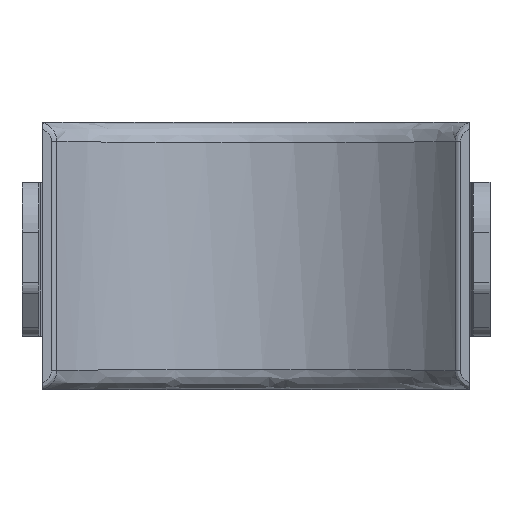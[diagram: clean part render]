
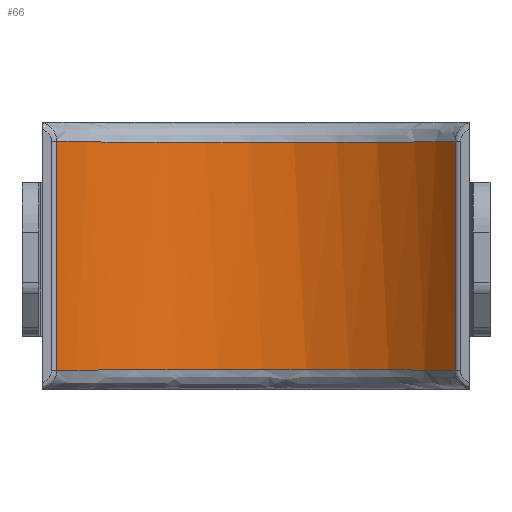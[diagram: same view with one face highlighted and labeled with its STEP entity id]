
A CAD part, front view. The second image highlights one B-rep face of the part: STEP entity #66.
In plain terms, the highlighted free-form (B-spline) face has degree [1, 2] with [2, 9] control points.
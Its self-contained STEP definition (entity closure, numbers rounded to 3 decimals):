
#66=ADVANCED_FACE('',(#310),#3517,.T.);
#310=FACE_OUTER_BOUND('',#538,.T.);
#538=EDGE_LOOP('',(#809,#810,#811,#812));
#809=ORIENTED_EDGE('',*,*,#1926,.F.);
#810=ORIENTED_EDGE('',*,*,#1928,.F.);
#811=ORIENTED_EDGE('',*,*,#1925,.F.);
#812=ORIENTED_EDGE('',*,*,#1927,.F.);
#1925=EDGE_CURVE('',#3051,#3050,#2597,.T.);
#1926=EDGE_CURVE('',#3049,#3052,#2598,.T.);
#1927=EDGE_CURVE('',#3052,#3051,#2599,.T.);
#1928=EDGE_CURVE('',#3050,#3049,#2600,.T.);
#2597=B_SPLINE_CURVE_WITH_KNOTS('',1,(#4583,#4584),.UNSPECIFIED.,.F.,.F.,
(2,2),(-34.317,0.),.UNSPECIFIED.);
#2598=B_SPLINE_CURVE_WITH_KNOTS('',1,(#4585,#4586),.UNSPECIFIED.,.F.,.F.,
(2,2),(-34.317,0.),.UNSPECIFIED.);
#2599=B_SPLINE_CURVE_WITH_KNOTS('',3,(#4587,#4588,#4589,#4590,#4591,#4592,
#4593,#4594,#4595,#4596,#4597,#4598,#4599,#4600,#4601,#4602,#4603,#4604,
#4605,#4606,#4607,#4608,#4609,#4610,#4611,#4612,#4613,#4614,#4615,#4616,
#4617,#4618,#4619,#4620),.UNSPECIFIED.,.F.,.F.,(4,2,2,2,2,2,2,2,2,2,2,2,
2,2,2,2,4),(-0.069,-0.064,-0.06,
-0.056,-0.052,-0.047,-0.043,
-0.039,-0.035,-0.03,-0.026,
-0.022,-0.018,-0.013,-0.009,
-0.005,0.),.UNSPECIFIED.);
#2600=B_SPLINE_CURVE_WITH_KNOTS('',3,(#4621,#4622,#4623,#4624,#4625,#4626,
#4627,#4628,#4629,#4630,#4631,#4632,#4633,#4634,#4635,#4636,#4637,#4638,
#4639,#4640,#4641,#4642,#4643,#4644,#4645,#4646,#4647,#4648,#4649,#4650,
#4651,#4652,#4653,#4654),.UNSPECIFIED.,.F.,.F.,(4,2,2,2,2,2,2,2,2,2,2,2,
2,2,2,2,4),(-0.069,-0.065,-0.06,
-0.056,-0.052,-0.048,-0.043,
-0.039,-0.035,-0.03,-0.026,
-0.022,-0.018,-0.013,-0.009,
-0.005,0.),.UNSPECIFIED.);
#3049=VERTEX_POINT('',#4483);
#3050=VERTEX_POINT('',#4484);
#3051=VERTEX_POINT('',#4485);
#3052=VERTEX_POINT('',#4486);
#3517=(
BOUNDED_SURFACE()
B_SPLINE_SURFACE(1,2,((#3951,#3952,#3953,#3954,#3955,#3956,#3957,#3958,
#3959),(#3960,#3961,#3962,#3963,#3964,#3965,#3966,#3967,#3968)),
 .UNSPECIFIED.,.F.,.F.,.F.)
B_SPLINE_SURFACE_WITH_KNOTS((2,2),(3,2,2,2,3),(0.,41.183),(0.,
60.476,120.951,181.427,241.903),
 .UNSPECIFIED.)
GEOMETRIC_REPRESENTATION_ITEM()
RATIONAL_B_SPLINE_SURFACE(((1.,0.707,1.,0.707,1.,
0.707,1.,0.707,1.),(1.,0.707,1.,0.707,
1.,0.707,1.,0.707,1.)))
REPRESENTATION_ITEM('')
SURFACE()
);
#3951=CARTESIAN_POINT('',(38.5,-49.5,-20.092));
#3952=CARTESIAN_POINT('',(38.5,-11.,-20.092));
#3953=CARTESIAN_POINT('',(0.,-11.,-20.092));
#3954=CARTESIAN_POINT('',(-38.5,-11.,-20.092));
#3955=CARTESIAN_POINT('',(-38.5,-49.5,-20.092));
#3956=CARTESIAN_POINT('',(-38.5,-88.,-20.092));
#3957=CARTESIAN_POINT('',(0.,-88.,-20.092));
#3958=CARTESIAN_POINT('',(38.5,-88.,-20.092));
#3959=CARTESIAN_POINT('',(38.5,-49.5,-20.092));
#3960=CARTESIAN_POINT('',(38.5,-49.5,21.092));
#3961=CARTESIAN_POINT('',(38.5,-11.,21.092));
#3962=CARTESIAN_POINT('',(0.,-11.,21.092));
#3963=CARTESIAN_POINT('',(-38.5,-11.,21.092));
#3964=CARTESIAN_POINT('',(-38.5,-49.5,21.092));
#3965=CARTESIAN_POINT('',(-38.5,-88.,21.092));
#3966=CARTESIAN_POINT('',(0.,-88.,21.092));
#3967=CARTESIAN_POINT('',(38.5,-88.,21.092));
#3968=CARTESIAN_POINT('',(38.5,-49.5,21.092));
#4483=CARTESIAN_POINT('',(-29.808,-25.133,-16.659));
#4484=CARTESIAN_POINT('',(29.808,-25.133,-16.659));
#4485=CARTESIAN_POINT('',(29.808,-25.133,17.659));
#4486=CARTESIAN_POINT('',(-29.808,-25.133,17.659));
#4583=CARTESIAN_POINT('',(29.808,-25.133,17.659));
#4584=CARTESIAN_POINT('',(29.808,-25.133,-16.659));
#4585=CARTESIAN_POINT('',(-29.808,-25.133,-16.659));
#4586=CARTESIAN_POINT('',(-29.808,-25.133,17.659));
#4587=CARTESIAN_POINT('',(-29.808,-25.133,17.659));
#4588=CARTESIAN_POINT('',(-28.909,-24.033,17.633));
#4589=CARTESIAN_POINT('',(-27.949,-22.983,17.612));
#4590=CARTESIAN_POINT('',(-25.919,-20.996,17.578));
#4591=CARTESIAN_POINT('',(-24.849,-20.059,17.564));
#4592=CARTESIAN_POINT('',(-22.612,-18.308,17.541));
#4593=CARTESIAN_POINT('',(-21.446,-17.495,17.532));
#4594=CARTESIAN_POINT('',(-19.03,-16.002,17.518));
#4595=CARTESIAN_POINT('',(-17.781,-15.322,17.514));
#4596=CARTESIAN_POINT('',(-15.214,-14.105,17.506));
#4597=CARTESIAN_POINT('',(-13.896,-13.567,17.504));
#4598=CARTESIAN_POINT('',(-11.209,-12.64,17.501));
#4599=CARTESIAN_POINT('',(-9.84,-12.252,17.5));
#4600=CARTESIAN_POINT('',(-7.068,-11.628,17.499));
#4601=CARTESIAN_POINT('',(-5.665,-11.393,17.499));
#4602=CARTESIAN_POINT('',(-2.841,-11.079,17.499));
#4603=CARTESIAN_POINT('',(-1.42,-11.,17.499));
#4604=CARTESIAN_POINT('',(1.421,-11.,17.499));
#4605=CARTESIAN_POINT('',(2.842,-11.079,17.499));
#4606=CARTESIAN_POINT('',(5.667,-11.393,17.499));
#4607=CARTESIAN_POINT('',(7.071,-11.628,17.499));
#4608=CARTESIAN_POINT('',(9.843,-12.252,17.5));
#4609=CARTESIAN_POINT('',(11.212,-12.641,17.501));
#4610=CARTESIAN_POINT('',(13.898,-13.568,17.504));
#4611=CARTESIAN_POINT('',(15.215,-14.105,17.506));
#4612=CARTESIAN_POINT('',(17.781,-15.323,17.514));
#4613=CARTESIAN_POINT('',(19.03,-16.002,17.518));
#4614=CARTESIAN_POINT('',(21.446,-17.495,17.532));
#4615=CARTESIAN_POINT('',(22.612,-18.308,17.541));
#4616=CARTESIAN_POINT('',(24.849,-20.059,17.564));
#4617=CARTESIAN_POINT('',(25.919,-20.996,17.578));
#4618=CARTESIAN_POINT('',(27.949,-22.983,17.612));
#4619=CARTESIAN_POINT('',(28.909,-24.033,17.633));
#4620=CARTESIAN_POINT('',(29.808,-25.133,17.659));
#4621=CARTESIAN_POINT('',(29.808,-25.133,-16.659));
#4622=CARTESIAN_POINT('',(28.909,-24.033,-16.633));
#4623=CARTESIAN_POINT('',(27.949,-22.983,-16.612));
#4624=CARTESIAN_POINT('',(25.919,-20.996,-16.578));
#4625=CARTESIAN_POINT('',(24.849,-20.059,-16.564));
#4626=CARTESIAN_POINT('',(22.612,-18.308,-16.541));
#4627=CARTESIAN_POINT('',(21.446,-17.495,-16.532));
#4628=CARTESIAN_POINT('',(19.03,-16.002,-16.518));
#4629=CARTESIAN_POINT('',(17.781,-15.323,-16.514));
#4630=CARTESIAN_POINT('',(15.215,-14.105,-16.506));
#4631=CARTESIAN_POINT('',(13.898,-13.568,-16.504));
#4632=CARTESIAN_POINT('',(11.212,-12.641,-16.501));
#4633=CARTESIAN_POINT('',(9.843,-12.252,-16.5));
#4634=CARTESIAN_POINT('',(7.071,-11.628,-16.499));
#4635=CARTESIAN_POINT('',(5.667,-11.393,-16.499));
#4636=CARTESIAN_POINT('',(2.842,-11.079,-16.499));
#4637=CARTESIAN_POINT('',(1.421,-11.,-16.499));
#4638=CARTESIAN_POINT('',(-1.42,-11.,-16.499));
#4639=CARTESIAN_POINT('',(-2.841,-11.079,-16.499));
#4640=CARTESIAN_POINT('',(-5.665,-11.393,-16.499));
#4641=CARTESIAN_POINT('',(-7.068,-11.628,-16.499));
#4642=CARTESIAN_POINT('',(-9.84,-12.252,-16.5));
#4643=CARTESIAN_POINT('',(-11.209,-12.64,-16.501));
#4644=CARTESIAN_POINT('',(-13.896,-13.567,-16.504));
#4645=CARTESIAN_POINT('',(-15.214,-14.105,-16.506));
#4646=CARTESIAN_POINT('',(-17.781,-15.322,-16.514));
#4647=CARTESIAN_POINT('',(-19.03,-16.002,-16.518));
#4648=CARTESIAN_POINT('',(-21.446,-17.495,-16.532));
#4649=CARTESIAN_POINT('',(-22.612,-18.308,-16.541));
#4650=CARTESIAN_POINT('',(-24.849,-20.059,-16.564));
#4651=CARTESIAN_POINT('',(-25.919,-20.996,-16.578));
#4652=CARTESIAN_POINT('',(-27.949,-22.983,-16.612));
#4653=CARTESIAN_POINT('',(-28.909,-24.033,-16.633));
#4654=CARTESIAN_POINT('',(-29.808,-25.133,-16.659));
